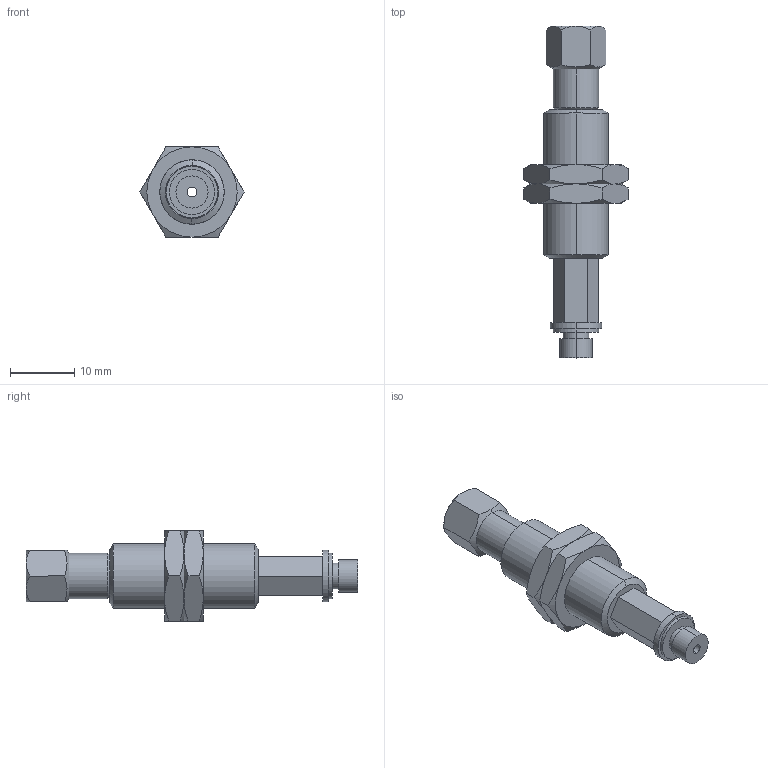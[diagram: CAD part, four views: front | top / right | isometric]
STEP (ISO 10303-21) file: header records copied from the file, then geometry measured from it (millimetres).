
FILE_DESCRIPTION (( 'STEP AP214' ), '1' );
FILE_NAME ('ZPB2K10-B5.STEP', '2018-05-24T04:40:43', ( 'SONIC' ), ( 'UNITCOM PC' ), 'SwSTEP 2.0', 'SolidWorks 2015', '' );
FILE_SCHEMA (( 'AUTOMOTIVE_DESIGN' ));
Length unit declared in the file: millimetre
Products named in the file (4): ZPB2K10-B5_Slide; ZPB2K10-B5_Nut; ZPB2K10-B5
Assembly tree (4 placements, depth 2):
  ZPB2K10-B5
    ZPB2K10-B5
    ZPB2K10-B5_Nut  x2
    ZPB2K10-B5_Slide
Bounding box: 16.17 x 51.5 x 14 mm (x, y, z)
Volume: 3156.1 mm3; surface area: 3298.6 mm2
Topology: 4 solids, 4 shells, 106 faces, 230 edges, 140 vertices
Faces by surface type: cone 40, plane 40, cylinder 26
Entity records: 2622 total; most frequent: CARTESIAN_POINT 645, DIRECTION 394, ORIENTED_EDGE 364, EDGE_CURVE 182, AXIS2_PLACEMENT_3D 165, VERTEX_POINT 112, EDGE_LOOP 98, FACE_OUTER_BOUND 84
